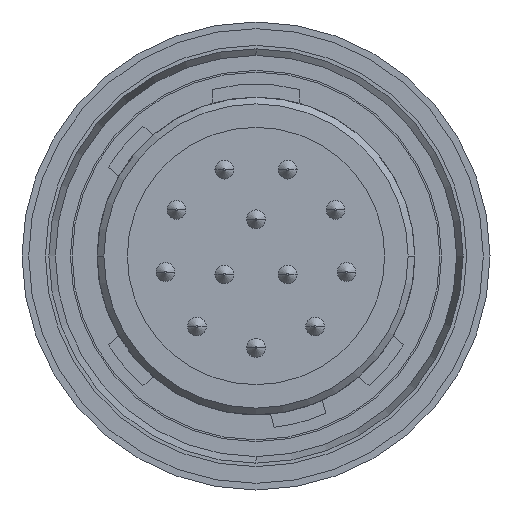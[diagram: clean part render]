
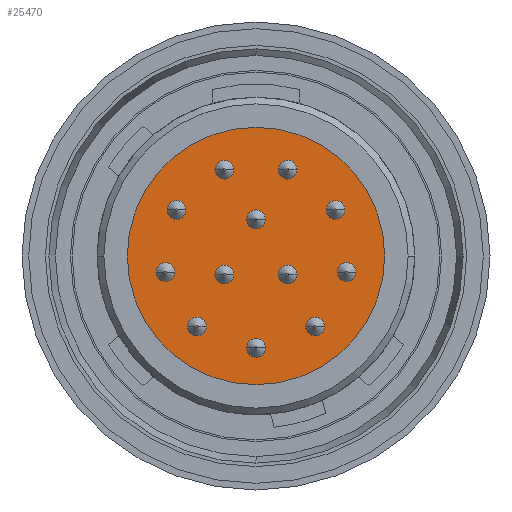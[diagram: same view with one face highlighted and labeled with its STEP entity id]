
A CAD part, front view. The second image highlights one B-rep face of the part: STEP entity #25470.
In plain terms, the highlighted planar face has unit normal (0, -1, 0).
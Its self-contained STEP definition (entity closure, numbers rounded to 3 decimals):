
#23340=CARTESIAN_POINT('',(-3.85,5.8,0.));
#23350=VERTEX_POINT('',#23340);
#23380=CARTESIAN_POINT('',(0.,5.8,0.));
#23390=DIRECTION('',(0.,-1.,0.));
#23400=DIRECTION('',(1.,0.,0.));
#23410=AXIS2_PLACEMENT_3D('',#23380,#23390,#23400);
#23420=CIRCLE('',#23410,3.85);
#23430=CARTESIAN_POINT('',(3.85,5.8,0.));
#23440=VERTEX_POINT('',#23430);
#23450=EDGE_CURVE('',#23350,#23440,#23420,.T.);
#23570=CARTESIAN_POINT('',(0.,5.8,0.));
#23580=DIRECTION('',(0.,-1.,0.));
#23590=DIRECTION('',(1.,0.,0.));
#23600=AXIS2_PLACEMENT_3D('',#23570,#23580,#23590);
#23610=PLANE('',#23600);
#23620=EDGE_CURVE('',#23440,#23350,#23420,.T.);
#23630=ORIENTED_EDGE('',*,*,#23620,.T.);
#23640=ORIENTED_EDGE('',*,*,#23450,.T.);
#23650=EDGE_LOOP('',(#23640,#23630));
#23660=FACE_OUTER_BOUND('',#23650,.T.);
#23670=CARTESIAN_POINT('',(-0.95,5.8,2.58));
#23680=DIRECTION('',(0.,1.,0.));
#23690=DIRECTION('',(-1.,0.,0.));
#23700=AXIS2_PLACEMENT_3D('',#23670,#23680,#23690);
#23710=CIRCLE('',#23700,0.28);
#23720=CARTESIAN_POINT('',(-1.23,5.8,2.58));
#23730=VERTEX_POINT('',#23720);
#23740=CARTESIAN_POINT('',(-0.67,5.8,2.58));
#23750=VERTEX_POINT('',#23740);
#23760=EDGE_CURVE('',#23730,#23750,#23710,.T.);
#23770=ORIENTED_EDGE('',*,*,#23760,.T.);
#23780=EDGE_CURVE('',#23750,#23730,#23710,.T.);
#23790=ORIENTED_EDGE('',*,*,#23780,.T.);
#23800=EDGE_LOOP('',(#23790,#23770));
#23810=FACE_BOUND('',#23800,.T.);
#23820=CARTESIAN_POINT('',(-1.77,5.8,-2.11));
#23830=DIRECTION('',(0.,1.,0.));
#23840=DIRECTION('',(-1.,0.,0.));
#23850=AXIS2_PLACEMENT_3D('',#23820,#23830,#23840);
#23860=CIRCLE('',#23850,0.28);
#23870=CARTESIAN_POINT('',(-2.05,5.8,-2.11));
#23880=VERTEX_POINT('',#23870);
#23890=CARTESIAN_POINT('',(-1.49,5.8,-2.11));
#23900=VERTEX_POINT('',#23890);
#23910=EDGE_CURVE('',#23880,#23900,#23860,.T.);
#23920=ORIENTED_EDGE('',*,*,#23910,.T.);
#23930=EDGE_CURVE('',#23900,#23880,#23860,.T.);
#23940=ORIENTED_EDGE('',*,*,#23930,.T.);
#23950=EDGE_LOOP('',(#23940,#23920));
#23960=FACE_BOUND('',#23950,.T.);
#23970=CARTESIAN_POINT('',(2.71,5.8,-0.48));
#23980=DIRECTION('',(0.,-1.,0.));
#23990=DIRECTION('',(1.,0.,0.));
#24000=AXIS2_PLACEMENT_3D('',#23970,#23980,#23990);
#24010=CIRCLE('',#24000,0.28);
#24020=CARTESIAN_POINT('',(2.99,5.8,-0.48));
#24030=VERTEX_POINT('',#24020);
#24040=CARTESIAN_POINT('',(2.43,5.8,-0.48));
#24050=VERTEX_POINT('',#24040);
#24060=EDGE_CURVE('',#24030,#24050,#24010,.T.);
#24070=ORIENTED_EDGE('',*,*,#24060,.F.);
#24080=EDGE_CURVE('',#24050,#24030,#24010,.T.);
#24090=ORIENTED_EDGE('',*,*,#24080,.F.);
#24100=EDGE_LOOP('',(#24090,#24070));
#24110=FACE_BOUND('',#24100,.T.);
#24120=CARTESIAN_POINT('',(2.38,5.8,1.38));
#24130=DIRECTION('',(0.,-1.,0.));
#24140=DIRECTION('',(1.,0.,0.));
#24150=AXIS2_PLACEMENT_3D('',#24120,#24130,#24140);
#24160=CIRCLE('',#24150,0.28);
#24170=CARTESIAN_POINT('',(2.66,5.8,1.38));
#24180=VERTEX_POINT('',#24170);
#24190=CARTESIAN_POINT('',(2.1,5.8,1.38));
#24200=VERTEX_POINT('',#24190);
#24210=EDGE_CURVE('',#24180,#24200,#24160,.T.);
#24220=ORIENTED_EDGE('',*,*,#24210,.F.);
#24230=EDGE_CURVE('',#24200,#24180,#24160,.T.);
#24240=ORIENTED_EDGE('',*,*,#24230,.F.);
#24250=EDGE_LOOP('',(#24240,#24220));
#24260=FACE_BOUND('',#24250,.T.);
#24270=CARTESIAN_POINT('',(-0.95,5.8,-0.55));
#24280=DIRECTION('',(0.,1.,0.));
#24290=DIRECTION('',(-1.,0.,0.));
#24300=AXIS2_PLACEMENT_3D('',#24270,#24280,#24290);
#24310=CIRCLE('',#24300,0.28);
#24320=CARTESIAN_POINT('',(-1.23,5.8,-0.55));
#24330=VERTEX_POINT('',#24320);
#24340=CARTESIAN_POINT('',(-0.67,5.8,-0.55));
#24350=VERTEX_POINT('',#24340);
#24360=EDGE_CURVE('',#24330,#24350,#24310,.T.);
#24370=ORIENTED_EDGE('',*,*,#24360,.T.);
#24380=EDGE_CURVE('',#24350,#24330,#24310,.T.);
#24390=ORIENTED_EDGE('',*,*,#24380,.T.);
#24400=EDGE_LOOP('',(#24390,#24370));
#24410=FACE_BOUND('',#24400,.T.);
#24420=CARTESIAN_POINT('',(0.,5.8,-2.75));
#24430=DIRECTION('',(0.,1.,0.));
#24440=DIRECTION('',(-1.,0.,0.));
#24450=AXIS2_PLACEMENT_3D('',#24420,#24430,#24440);
#24460=CIRCLE('',#24450,0.28);
#24470=CARTESIAN_POINT('',(-0.28,5.8,-2.75));
#24480=VERTEX_POINT('',#24470);
#24490=CARTESIAN_POINT('',(0.28,5.8,-2.75));
#24500=VERTEX_POINT('',#24490);
#24510=EDGE_CURVE('',#24480,#24500,#24460,.T.);
#24520=ORIENTED_EDGE('',*,*,#24510,.T.);
#24530=EDGE_CURVE('',#24500,#24480,#24460,.T.);
#24540=ORIENTED_EDGE('',*,*,#24530,.T.);
#24550=EDGE_LOOP('',(#24540,#24520));
#24560=FACE_BOUND('',#24550,.T.);
#24570=CARTESIAN_POINT('',(-2.71,5.8,-0.48));
#24580=DIRECTION('',(0.,1.,0.));
#24590=DIRECTION('',(-1.,0.,0.));
#24600=AXIS2_PLACEMENT_3D('',#24570,#24580,#24590);
#24610=CIRCLE('',#24600,0.28);
#24620=CARTESIAN_POINT('',(-2.99,5.8,-0.48));
#24630=VERTEX_POINT('',#24620);
#24640=CARTESIAN_POINT('',(-2.43,5.8,-0.48));
#24650=VERTEX_POINT('',#24640);
#24660=EDGE_CURVE('',#24630,#24650,#24610,.T.);
#24670=ORIENTED_EDGE('',*,*,#24660,.T.);
#24680=EDGE_CURVE('',#24650,#24630,#24610,.T.);
#24690=ORIENTED_EDGE('',*,*,#24680,.T.);
#24700=EDGE_LOOP('',(#24690,#24670));
#24710=FACE_BOUND('',#24700,.T.);
#24720=CARTESIAN_POINT('',(-2.38,5.8,1.38));
#24730=DIRECTION('',(0.,1.,0.));
#24740=DIRECTION('',(-1.,0.,0.));
#24750=AXIS2_PLACEMENT_3D('',#24720,#24730,#24740);
#24760=CIRCLE('',#24750,0.28);
#24770=CARTESIAN_POINT('',(-2.66,5.8,1.38));
#24780=VERTEX_POINT('',#24770);
#24790=CARTESIAN_POINT('',(-2.1,5.8,1.38));
#24800=VERTEX_POINT('',#24790);
#24810=EDGE_CURVE('',#24780,#24800,#24760,.T.);
#24820=ORIENTED_EDGE('',*,*,#24810,.T.);
#24830=EDGE_CURVE('',#24800,#24780,#24760,.T.);
#24840=ORIENTED_EDGE('',*,*,#24830,.T.);
#24850=EDGE_LOOP('',(#24840,#24820));
#24860=FACE_BOUND('',#24850,.T.);
#24870=CARTESIAN_POINT('',(0.95,5.8,-0.55));
#24880=DIRECTION('',(0.,-1.,0.));
#24890=DIRECTION('',(1.,0.,0.));
#24900=AXIS2_PLACEMENT_3D('',#24870,#24880,#24890);
#24910=CIRCLE('',#24900,0.28);
#24920=CARTESIAN_POINT('',(1.23,5.8,-0.55));
#24930=VERTEX_POINT('',#24920);
#24940=CARTESIAN_POINT('',(0.67,5.8,-0.55));
#24950=VERTEX_POINT('',#24940);
#24960=EDGE_CURVE('',#24930,#24950,#24910,.T.);
#24970=ORIENTED_EDGE('',*,*,#24960,.F.);
#24980=EDGE_CURVE('',#24950,#24930,#24910,.T.);
#24990=ORIENTED_EDGE('',*,*,#24980,.F.);
#25000=EDGE_LOOP('',(#24990,#24970));
#25010=FACE_BOUND('',#25000,.T.);
#25020=CARTESIAN_POINT('',(0.,5.8,1.1));
#25030=DIRECTION('',(0.,1.,0.));
#25040=DIRECTION('',(-1.,0.,0.));
#25050=AXIS2_PLACEMENT_3D('',#25020,#25030,#25040);
#25060=CIRCLE('',#25050,0.28);
#25070=CARTESIAN_POINT('',(-0.28,5.8,1.1));
#25080=VERTEX_POINT('',#25070);
#25090=CARTESIAN_POINT('',(0.28,5.8,1.1));
#25100=VERTEX_POINT('',#25090);
#25110=EDGE_CURVE('',#25080,#25100,#25060,.T.);
#25120=ORIENTED_EDGE('',*,*,#25110,.T.);
#25130=EDGE_CURVE('',#25100,#25080,#25060,.T.);
#25140=ORIENTED_EDGE('',*,*,#25130,.T.);
#25150=EDGE_LOOP('',(#25140,#25120));
#25160=FACE_BOUND('',#25150,.T.);
#25170=CARTESIAN_POINT('',(1.77,5.8,-2.11));
#25180=DIRECTION('',(0.,-1.,0.));
#25190=DIRECTION('',(1.,0.,0.));
#25200=AXIS2_PLACEMENT_3D('',#25170,#25180,#25190);
#25210=CIRCLE('',#25200,0.28);
#25220=CARTESIAN_POINT('',(2.05,5.8,-2.11));
#25230=VERTEX_POINT('',#25220);
#25240=CARTESIAN_POINT('',(1.49,5.8,-2.11));
#25250=VERTEX_POINT('',#25240);
#25260=EDGE_CURVE('',#25230,#25250,#25210,.T.);
#25270=ORIENTED_EDGE('',*,*,#25260,.F.);
#25280=EDGE_CURVE('',#25250,#25230,#25210,.T.);
#25290=ORIENTED_EDGE('',*,*,#25280,.F.);
#25300=EDGE_LOOP('',(#25290,#25270));
#25310=FACE_BOUND('',#25300,.T.);
#25320=CARTESIAN_POINT('',(0.95,5.8,2.58));
#25330=DIRECTION('',(0.,-1.,0.));
#25340=DIRECTION('',(1.,0.,0.));
#25350=AXIS2_PLACEMENT_3D('',#25320,#25330,#25340);
#25360=CIRCLE('',#25350,0.28);
#25370=CARTESIAN_POINT('',(1.23,5.8,2.58));
#25380=VERTEX_POINT('',#25370);
#25390=CARTESIAN_POINT('',(0.67,5.8,2.58));
#25400=VERTEX_POINT('',#25390);
#25410=EDGE_CURVE('',#25380,#25400,#25360,.T.);
#25420=ORIENTED_EDGE('',*,*,#25410,.F.);
#25430=EDGE_CURVE('',#25400,#25380,#25360,.T.);
#25440=ORIENTED_EDGE('',*,*,#25430,.F.);
#25450=EDGE_LOOP('',(#25440,#25420));
#25460=FACE_BOUND('',#25450,.T.);
#25470=ADVANCED_FACE('',(#23660,#23810,#23960,#24110,#24260,#24410,
#24560,#24710,#24860,#25010,#25160,#25310,#25460),#23610,.T.);
